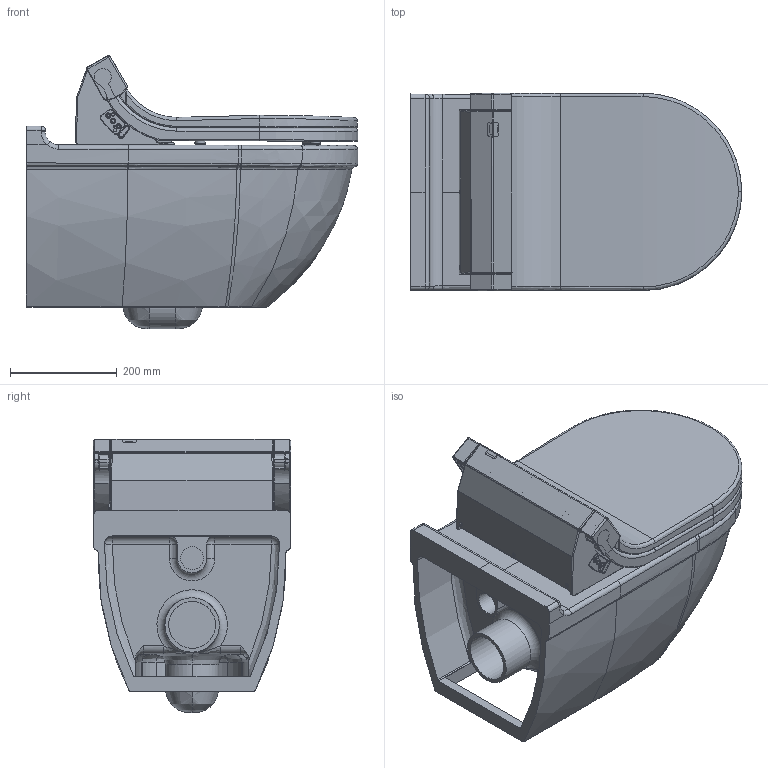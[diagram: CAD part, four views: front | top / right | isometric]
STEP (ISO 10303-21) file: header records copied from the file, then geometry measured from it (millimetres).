
FILE_DESCRIPTION((''),'2;1');
FILE_NAME('222659_610001_e.stp','2014-11-12T19:05:51',('Administrator'),(''),'Autodesk Inventor 2011','Autodesk Inventor 2011','');
FILE_SCHEMA(('CONFIG_CONTROL_DESIGN'));
Length unit declared in the file: millimetre
Products named in the file (12): 222659_610001_e; 222659; 610001_e; COVERS 610001_e; BODY-CASE 610001_e; BUTTON-MEMBRANE 610001_e; INFRARED-LEFT 610001_e; PLATE1 610001_e; PLATE2 610001_e; SEAT-LID 610001_e; TOP-CASE 610001_e; SEAT-BUFFER 610001_e
Assembly tree (14 placements, depth 3):
  222659_610001_e
    222659
    610001_e
      COVERS 610001_e
      BODY-CASE 610001_e
      BUTTON-MEMBRANE 610001_e
      INFRARED-LEFT 610001_e
      PLATE1 610001_e
      PLATE2 610001_e
      SEAT-LID 610001_e
      TOP-CASE 610001_e
      SEAT-BUFFER 610001_e  x4
Bounding box: 620.77 x 370.05 x 512.29 mm (x, y, z)
Volume: 32499729.6 mm3; surface area: 2209487.3 mm2
Topology: 15 solids, 15 shells, 1994 faces, 5007 edges, 3085 vertices
Faces by surface type: plane 686, cylinder 623, bspline 493, torus 77, cone 68, sphere 47
Full cylindrical faces by diameter (mm): 2 x1, 3.2 x2, 5 x2, 7.5 x3, 8 x3, 10 x3, 14 x2, 15.2 x4, 40 x2, 43.058 x1, 87.748 x1, 102 x1
Entity records: 116981 total; most frequent: CARTESIAN_POINT 71396, ORIENTED_EDGE 9720, DIRECTION 8457, EDGE_CURVE 4860, AXIS2_PLACEMENT_3D 3064, VERTEX_POINT 3025, VECTOR 2329, LINE 2329
